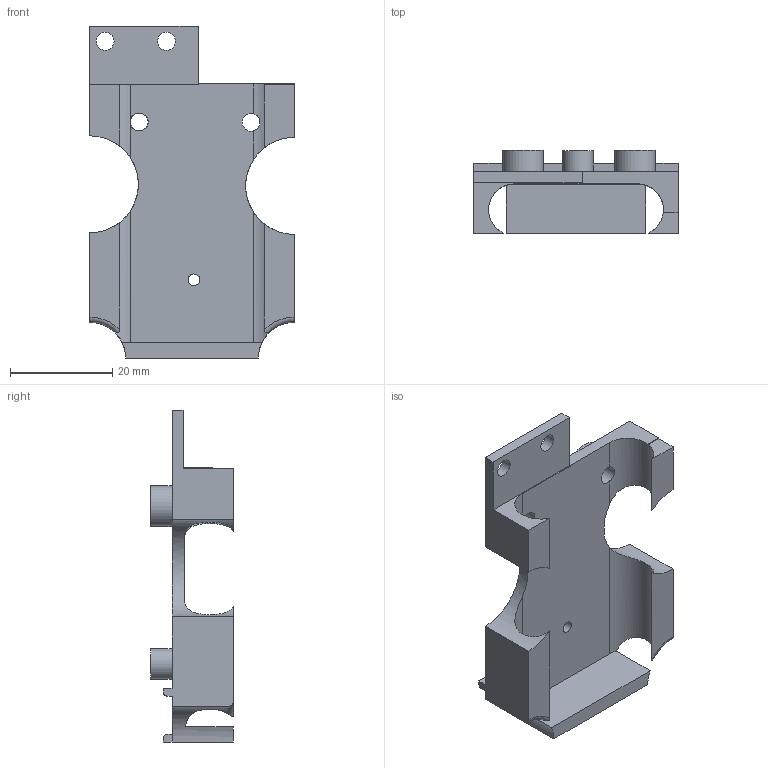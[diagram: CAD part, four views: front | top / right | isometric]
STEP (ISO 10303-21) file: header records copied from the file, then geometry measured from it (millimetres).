
FILE_DESCRIPTION(/* description */ (''),/* implementation_level */ '2;1');
FILE_NAME(/* name */ '19003 Battery and board.step',/* time_stamp */ '2025-04-27T22:37:37-05:00',/* author */ (''),/* organization */ (''),/* preprocessor_version */ 'ST-DEVELOPER v20.1',/* originating_system */ 'Autodesk Translation Framework v14.4.0.0',/* authorisation */ '');
FILE_SCHEMA (('AUTOMOTIVE_DESIGN { 1 0 10303 214 3 1 1 }'));
Length unit declared in the file: millimetre
Products named in the file (1): 2025-04-27-22-37-36-951
Bounding box: 40 x 16.2 x 65 mm (x, y, z)
Volume: 8097.4 mm3; surface area: 7353.6 mm2
Topology: 1 solids, 1 shells, 57 faces, 160 edges, 106 vertices
Faces by surface type: plane 36, cylinder 19, torus 2
Full cylindrical faces by diameter (mm): 2.3 x1, 3.5 x4, 6 x1, 8 x2
Entity records: 2062 total; most frequent: CARTESIAN_POINT 511, ORIENTED_EDGE 320, DIRECTION 311, EDGE_CURVE 160, VERTEX_POINT 106, AXIS2_PLACEMENT_3D 104, LINE 103, VECTOR 103
